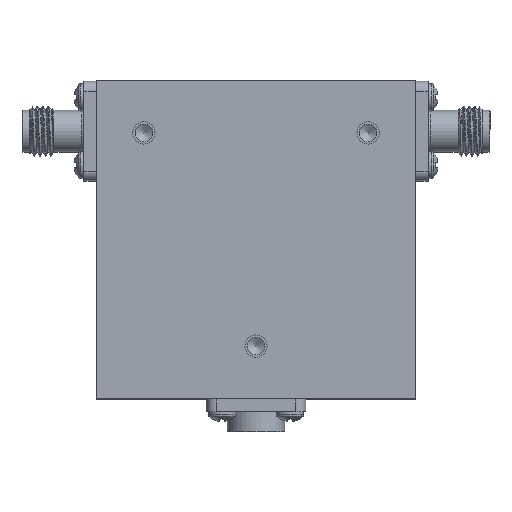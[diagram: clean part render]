
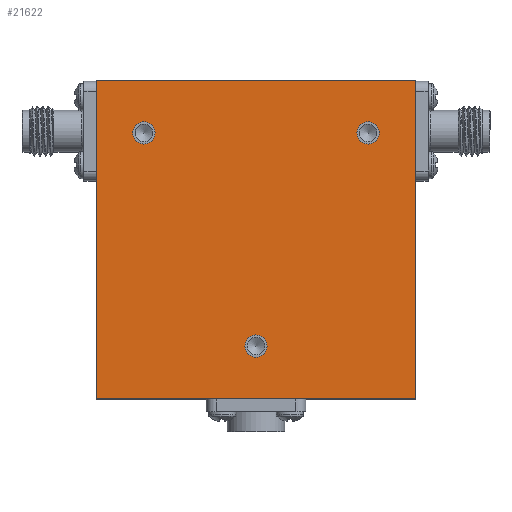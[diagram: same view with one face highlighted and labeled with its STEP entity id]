
A CAD part, top view. The second image highlights one B-rep face of the part: STEP entity #21622.
In plain terms, the highlighted planar face has unit normal (0, 0, 1).
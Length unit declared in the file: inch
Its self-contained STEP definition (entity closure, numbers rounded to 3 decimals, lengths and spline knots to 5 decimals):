
#174 = VECTOR ( 'NONE', #8987, 39.37008 ) ;
#695 = DIRECTION ( 'NONE',  ( 0., 0., 1. ) ) ;
#1688 = LINE ( 'NONE', #32313, #28249 ) ;
#2156 = ORIENTED_EDGE ( 'NONE', *, *, #13766, .F. ) ;
#2620 = VERTEX_POINT ( 'NONE', #21017 ) ;
#3248 = DIRECTION ( 'NONE',  ( 0., 1., 0. ) ) ;
#4041 = EDGE_CURVE ( 'NONE', #23252, #34070, #30536, .T. ) ;
#4122 = EDGE_LOOP ( 'NONE', ( #19775 ) ) ;
#4559 = EDGE_CURVE ( 'NONE', #33041, #2620, #15888, .T. ) ;
#4628 = FACE_BOUND ( 'NONE', #4122, .T. ) ;
#4864 = CARTESIAN_POINT ( 'NONE',  ( -0.8, -0.8, 0.3 ) ) ;
#7401 = CARTESIAN_POINT ( 'NONE',  ( -0.5625, 0.535, 0.3 ) ) ;
#7567 = FACE_BOUND ( 'NONE', #25200, .T. ) ;
#7736 = FACE_BOUND ( 'NONE', #10423, .T. ) ;
#8586 = VECTOR ( 'NONE', #3248, 39.37008 ) ;
#8817 = LINE ( 'NONE', #14023, #174 ) ;
#8987 = DIRECTION ( 'NONE',  ( 1., 0., 0. ) ) ;
#9089 = ORIENTED_EDGE ( 'NONE', *, *, #27256, .T. ) ;
#10011 = CARTESIAN_POINT ( 'NONE',  ( 0.056, -0.535, 0.3 ) ) ;
#10423 = EDGE_LOOP ( 'NONE', ( #28008 ) ) ;
#11254 = DIRECTION ( 'NONE',  ( 1., 0., 0. ) ) ;
#11684 = CARTESIAN_POINT ( 'NONE',  ( -0.8, -0.8, 0.3 ) ) ;
#12005 = CARTESIAN_POINT ( 'NONE',  ( -0.8, 0.8, 0.3 ) ) ;
#12595 = PLANE ( 'NONE',  #15330 ) ;
#13451 = ORIENTED_EDGE ( 'NONE', *, *, #31215, .T. ) ;
#13591 = EDGE_CURVE ( 'NONE', #16800, #16800, #32779, .T. ) ;
#13766 = EDGE_CURVE ( 'NONE', #16036, #16036, #23927, .T. ) ;
#14023 = CARTESIAN_POINT ( 'NONE',  ( -0.8, -0.8, 0.3 ) ) ;
#14809 = EDGE_CURVE ( 'NONE', #31301, #31301, #28476, .T. ) ;
#15197 = DIRECTION ( 'NONE',  ( 0., 0., -1. ) ) ;
#15330 = AXIS2_PLACEMENT_3D ( 'NONE', #15543, #15197, #22996 ) ;
#15543 = CARTESIAN_POINT ( 'NONE',  ( 0., 0., 0.3 ) ) ;
#15888 = LINE ( 'NONE', #26971, #8586 ) ;
#16036 = VERTEX_POINT ( 'NONE', #26596 ) ;
#16217 = DIRECTION ( 'NONE',  ( -1., 0., 0. ) ) ;
#16800 = VERTEX_POINT ( 'NONE', #27361 ) ;
#17290 = DIRECTION ( 'NONE',  ( 0., 0., 1. ) ) ;
#17404 = VECTOR ( 'NONE', #30369, 39.37008 ) ;
#17964 = CARTESIAN_POINT ( 'NONE',  ( 0.5625, 0.535, 0.3 ) ) ;
#18603 = ORIENTED_EDGE ( 'NONE', *, *, #4559, .T. ) ;
#19775 = ORIENTED_EDGE ( 'NONE', *, *, #13591, .F. ) ;
#21017 = CARTESIAN_POINT ( 'NONE',  ( 0.8, 0.8, 0.3 ) ) ;
#21622 = ADVANCED_FACE ( 'NONE', ( #31280, #4628, #7567, #7736 ), #12595, .F. ) ;
#22507 = DIRECTION ( 'NONE',  ( 1., 0., 0. ) ) ;
#22996 = DIRECTION ( 'NONE',  ( 0., -1., 0. ) ) ;
#23252 = VERTEX_POINT ( 'NONE', #12005 ) ;
#23927 = CIRCLE ( 'NONE', #33890, 0.056 ) ;
#24423 = CARTESIAN_POINT ( 'NONE',  ( 0., -0.535, 0.3 ) ) ;
#25170 = AXIS2_PLACEMENT_3D ( 'NONE', #24423, #695, #11254 ) ;
#25200 = EDGE_LOOP ( 'NONE', ( #2156 ) ) ;
#25773 = DIRECTION ( 'NONE',  ( 0., 0., 1. ) ) ;
#26596 = CARTESIAN_POINT ( 'NONE',  ( 0.6185, 0.535, 0.3 ) ) ;
#26971 = CARTESIAN_POINT ( 'NONE',  ( 0.8, -0.8, 0.3 ) ) ;
#27256 = EDGE_CURVE ( 'NONE', #34070, #33041, #8817, .T. ) ;
#27361 = CARTESIAN_POINT ( 'NONE',  ( -0.5065, 0.535, 0.3 ) ) ;
#28008 = ORIENTED_EDGE ( 'NONE', *, *, #14809, .F. ) ;
#28186 = DIRECTION ( 'NONE',  ( 1., 0., 0. ) ) ;
#28249 = VECTOR ( 'NONE', #16217, 39.37008 ) ;
#28476 = CIRCLE ( 'NONE', #25170, 0.056 ) ;
#28985 = EDGE_LOOP ( 'NONE', ( #18603, #13451, #29976, #9089 ) ) ;
#29457 = AXIS2_PLACEMENT_3D ( 'NONE', #7401, #25773, #22507 ) ;
#29976 = ORIENTED_EDGE ( 'NONE', *, *, #4041, .T. ) ;
#30369 = DIRECTION ( 'NONE',  ( 0., -1., 0. ) ) ;
#30536 = LINE ( 'NONE', #11684, #17404 ) ;
#31215 = EDGE_CURVE ( 'NONE', #2620, #23252, #1688, .T. ) ;
#31280 = FACE_OUTER_BOUND ( 'NONE', #28985, .T. ) ;
#31301 = VERTEX_POINT ( 'NONE', #10011 ) ;
#31941 = CARTESIAN_POINT ( 'NONE',  ( 0.8, -0.8, 0.3 ) ) ;
#32313 = CARTESIAN_POINT ( 'NONE',  ( -0.8, 0.8, 0.3 ) ) ;
#32779 = CIRCLE ( 'NONE', #29457, 0.056 ) ;
#33041 = VERTEX_POINT ( 'NONE', #31941 ) ;
#33890 = AXIS2_PLACEMENT_3D ( 'NONE', #17964, #17290, #28186 ) ;
#34070 = VERTEX_POINT ( 'NONE', #4864 ) ;
